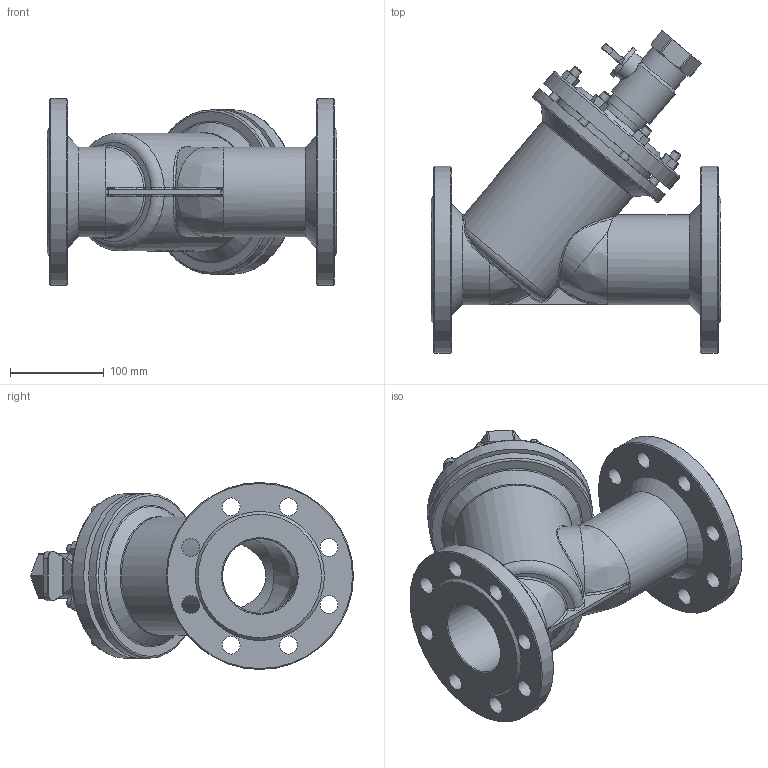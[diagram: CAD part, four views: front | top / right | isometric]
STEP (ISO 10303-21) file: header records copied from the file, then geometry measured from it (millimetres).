
FILE_DESCRIPTION(/* description */ (''),/* implementation_level */ '2;1');
FILE_NAME(/* name */ 'DN80_3D_STEP.stp',/* time_stamp */ '2024-11-30T21:19:52+03:00',/* author */ ('igorr'),/* organization */ (''),/* preprocessor_version */ 'ST-DEVELOPER v20',/* originating_system */ 'Autodesk Inventor 2025',/* authorisation */ '');
FILE_SCHEMA (('AUTOMOTIVE_DESIGN { 1 0 10303 214 3 1 1 }'));
Length unit declared in the file: millimetre
Products named in the file (4): Сборка; Деталь1; Деталь2; ANSI B18.2.4.2M - M10x1,5
Assembly tree (10 placements, depth 2):
  Сборка
    Деталь1
    Деталь2
    ANSI B18.2.4.2M - M10x1,5  x8
Bounding box: 310 x 345.12 x 200 mm (x, y, z)
Volume: 3782313.1 mm3; surface area: 455525.7 mm2
Topology: 10 solids, 10 shells, 463 faces, 1085 edges, 663 vertices
Faces by surface type: plane 146, cone 138, cylinder 94, bspline 62, torus 19, sphere 4
Full cylindrical faces by diameter (mm): 8.376 x8, 10 x16, 19 x16, 32 x1, 38 x1, 40 x1, 45 x1, 48 x2, 54 x1, 80 x4, 96 x2, 126 x2, 176 x2, 200 x2
Entity records: 11779 total; most frequent: CARTESIAN_POINT 4343, ORIENTED_EDGE 1458, DIRECTION 1427, EDGE_CURVE 729, AXIS2_PLACEMENT_3D 611, VERTEX_POINT 460, EDGE_LOOP 381, FACE_OUTER_BOUND 302
